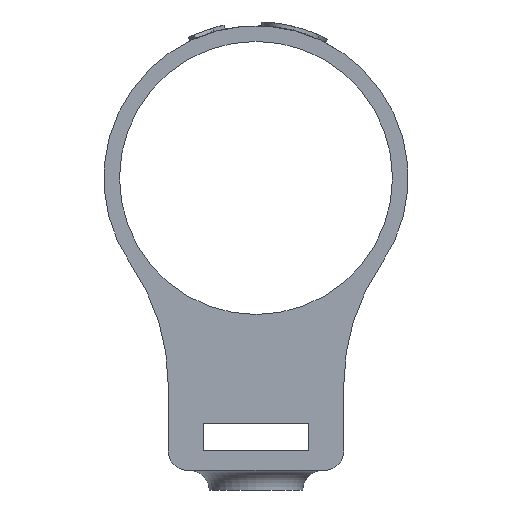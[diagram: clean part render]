
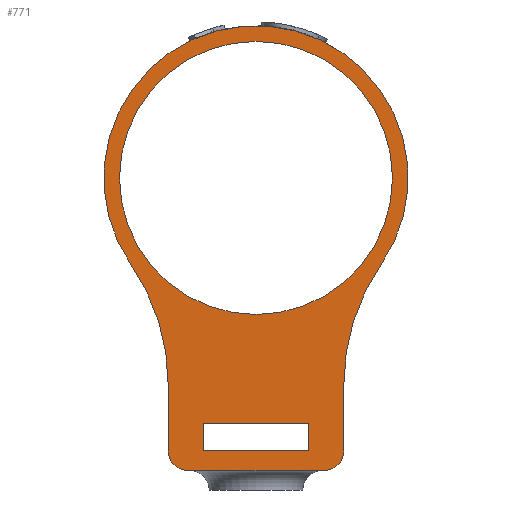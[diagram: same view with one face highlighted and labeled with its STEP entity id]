
A CAD part, front view. The second image highlights one B-rep face of the part: STEP entity #771.
In plain terms, the highlighted planar face has unit normal (0, -1, 0).
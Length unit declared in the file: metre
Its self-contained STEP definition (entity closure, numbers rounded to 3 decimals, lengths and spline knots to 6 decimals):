
#42=PLANE('',#846);
#118=LINE('',#1084,#151);
#122=LINE('',#1099,#155);
#126=LINE('',#1111,#159);
#130=LINE('',#1120,#163);
#133=LINE('',#1128,#166);
#136=LINE('',#1136,#169);
#138=LINE('',#1139,#171);
#151=VECTOR('',#887,1.);
#155=VECTOR('',#905,1.);
#159=VECTOR('',#917,1.);
#163=VECTOR('',#923,1.);
#166=VECTOR('',#930,1.);
#169=VECTOR('',#937,1.);
#171=VECTOR('',#941,1.);
#260=ORIENTED_EDGE('',*,*,#412,.T.);
#261=ORIENTED_EDGE('',*,*,#442,.F.);
#262=ORIENTED_EDGE('',*,*,#445,.T.);
#263=ORIENTED_EDGE('',*,*,#448,.T.);
#264=ORIENTED_EDGE('',*,*,#463,.T.);
#265=ORIENTED_EDGE('',*,*,#433,.T.);
#266=ORIENTED_EDGE('',*,*,#437,.T.);
#267=ORIENTED_EDGE('',*,*,#440,.F.);
#268=ORIENTED_EDGE('',*,*,#451,.F.);
#269=ORIENTED_EDGE('',*,*,#455,.F.);
#270=ORIENTED_EDGE('',*,*,#459,.T.);
#271=ORIENTED_EDGE('',*,*,#465,.F.);
#272=ORIENTED_EDGE('',*,*,#468,.F.);
#412=EDGE_CURVE('',#529,#530,#609,.T.);
#433=EDGE_CURVE('',#550,#551,#613,.T.);
#437=EDGE_CURVE('',#551,#554,#118,.T.);
#440=EDGE_CURVE('',#529,#554,#615,.T.);
#442=EDGE_CURVE('',#556,#530,#617,.T.);
#445=EDGE_CURVE('',#556,#558,#122,.T.);
#448=EDGE_CURVE('',#558,#560,#619,.T.);
#451=EDGE_CURVE('',#562,#563,#126,.T.);
#455=EDGE_CURVE('',#566,#562,#130,.T.);
#459=EDGE_CURVE('',#566,#569,#133,.T.);
#463=EDGE_CURVE('',#560,#550,#136,.T.);
#465=EDGE_CURVE('',#563,#569,#138,.T.);
#468=EDGE_CURVE('',#573,#573,#624,.T.);
#529=VERTEX_POINT('',#989);
#530=VERTEX_POINT('',#990);
#550=VERTEX_POINT('',#1076);
#551=VERTEX_POINT('',#1077);
#554=VERTEX_POINT('',#1085);
#556=VERTEX_POINT('',#1094);
#558=VERTEX_POINT('',#1100);
#560=VERTEX_POINT('',#1106);
#562=VERTEX_POINT('',#1112);
#563=VERTEX_POINT('',#1113);
#566=VERTEX_POINT('',#1121);
#569=VERTEX_POINT('',#1129);
#573=VERTEX_POINT('',#1145);
#609=CIRCLE('',#817,0.0078);
#613=CIRCLE('',#822,0.001);
#615=CIRCLE('',#826,0.010874);
#617=CIRCLE('',#829,0.010874);
#619=CIRCLE('',#833,0.001);
#624=CIRCLE('',#844,0.007);
#650=EDGE_LOOP('',(#260,#261,#262,#263,#264,#265,#266,#267));
#651=EDGE_LOOP('',(#268,#269,#270,#271));
#652=EDGE_LOOP('',(#272));
#709=FACE_BOUND('',#650,.T.);
#710=FACE_BOUND('',#651,.T.);
#711=FACE_BOUND('',#652,.T.);
#771=ADVANCED_FACE('',(#709,#710,#711),#42,.T.);
#817=AXIS2_PLACEMENT_3D('',#988,#865,#866);
#822=AXIS2_PLACEMENT_3D('',#1075,#879,#880);
#826=AXIS2_PLACEMENT_3D('',#1090,#892,#893);
#829=AXIS2_PLACEMENT_3D('',#1093,#898,#899);
#833=AXIS2_PLACEMENT_3D('',#1105,#910,#911);
#844=AXIS2_PLACEMENT_3D('',#1144,#947,#948);
#846=AXIS2_PLACEMENT_3D('',#1147,#951,#952);
#865=DIRECTION('',(0.,-1.,0.));
#866=DIRECTION('',(1.,0.,0.));
#879=DIRECTION('',(0.,-1.,0.));
#880=DIRECTION('',(1.,0.,0.));
#887=DIRECTION('',(0.,0.,1.));
#892=DIRECTION('',(0.,-1.,0.));
#893=DIRECTION('',(1.,0.,0.));
#898=DIRECTION('',(0.,-1.,0.));
#899=DIRECTION('',(1.,0.,0.));
#905=DIRECTION('',(0.,0.,-1.));
#910=DIRECTION('',(0.,-1.,0.));
#911=DIRECTION('',(1.,0.,0.));
#917=DIRECTION('',(-1.,0.,0.));
#923=DIRECTION('',(0.,0.,1.));
#930=DIRECTION('',(-1.,0.,0.));
#937=DIRECTION('',(1.,0.,0.));
#941=DIRECTION('',(0.,0.,-1.));
#947=DIRECTION('',(0.,-1.,0.));
#948=DIRECTION('',(1.,0.,0.));
#951=DIRECTION('',(0.,-1.,0.));
#952=DIRECTION('',(1.,0.,0.));
#988=CARTESIAN_POINT('',(-0.01085,-0.119733,0.012671));
#989=CARTESIAN_POINT('',(-0.004428,-0.119733,0.008244));
#990=CARTESIAN_POINT('',(-0.017272,-0.119733,0.008244));
#1075=CARTESIAN_POINT('',(-0.00735,-0.119733,-0.001329));
#1076=CARTESIAN_POINT('',(-0.00735,-0.119733,-0.002329));
#1077=CARTESIAN_POINT('',(-0.00635,-0.119733,-0.001329));
#1084=CARTESIAN_POINT('',(-0.00635,-0.119733,0.000371));
#1085=CARTESIAN_POINT('',(-0.00635,-0.119733,0.002071));
#1090=CARTESIAN_POINT('',(0.004524,-0.119733,0.002071));
#1093=CARTESIAN_POINT('',(-0.026224,-0.119733,0.002071));
#1094=CARTESIAN_POINT('',(-0.01535,-0.119733,0.002071));
#1099=CARTESIAN_POINT('',(-0.01535,-0.119733,0.000371));
#1100=CARTESIAN_POINT('',(-0.01535,-0.119733,-0.001329));
#1105=CARTESIAN_POINT('',(-0.01435,-0.119733,-0.001329));
#1106=CARTESIAN_POINT('',(-0.01435,-0.119733,-0.002329));
#1111=CARTESIAN_POINT('',(-0.01085,-0.119733,0.000071));
#1112=CARTESIAN_POINT('',(-0.00815,-0.119733,0.000071));
#1113=CARTESIAN_POINT('',(-0.01355,-0.119733,0.000071));
#1120=CARTESIAN_POINT('',(-0.00815,-0.119733,-0.000629));
#1121=CARTESIAN_POINT('',(-0.00815,-0.119733,-0.001329));
#1128=CARTESIAN_POINT('',(-0.01085,-0.119733,-0.001329));
#1129=CARTESIAN_POINT('',(-0.01355,-0.119733,-0.001329));
#1136=CARTESIAN_POINT('',(-0.01085,-0.119733,-0.002329));
#1139=CARTESIAN_POINT('',(-0.01355,-0.119733,-0.000629));
#1144=CARTESIAN_POINT('',(-0.01085,-0.119733,0.012671));
#1145=CARTESIAN_POINT('',(-0.00385,-0.119733,0.012671));
#1147=CARTESIAN_POINT('',(-0.01085,-0.119733,0.009071));
